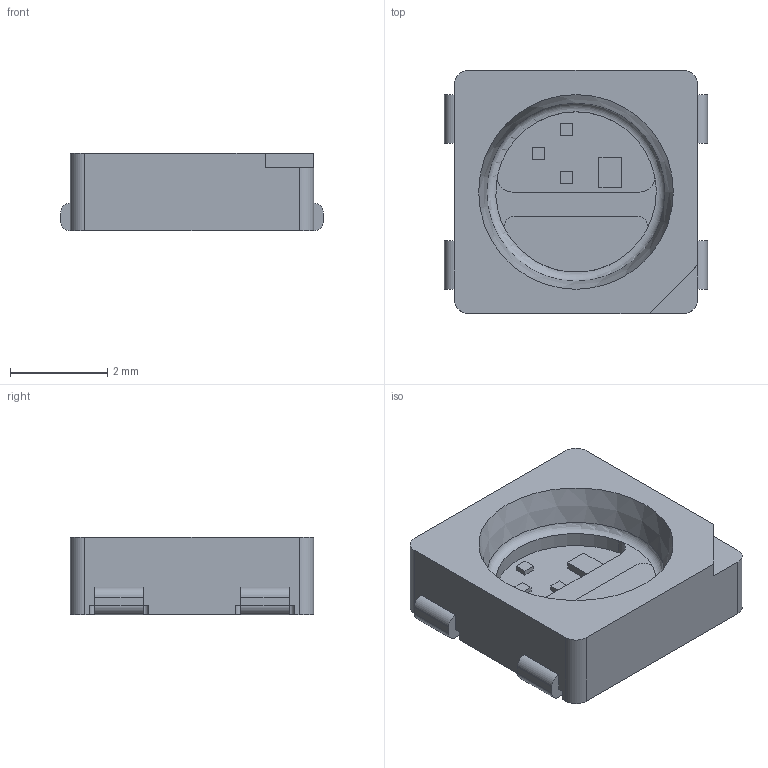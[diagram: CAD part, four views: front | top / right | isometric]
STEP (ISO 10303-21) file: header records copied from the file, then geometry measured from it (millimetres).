
FILE_DESCRIPTION(('FreeCAD Model'),'2;1');
FILE_NAME('LED_SK6812RGBW.step','2021-01-05T22:47:16',('Author'),(''), 'Open CASCADE STEP processor 7.3','FreeCAD','Unknown');
FILE_SCHEMA(('AUTOMOTIVE_DESIGN { 1 0 10303 214 1 1 1 1 }'));
Length unit declared in the file: millimetre
Products named in the file (12): Body; RGBSegment; PixelController; RPixel; GPixel; BPixel; Pads; Body006; Body007; Body008; Body009; WhiteSegment
Assembly tree (8 placements, depth 2):
  Body
  RGBSegment
    PixelController
    RPixel
    GPixel
    BPixel
  Pads
    Body006
    Body007
    Body008
    Body009
  WhiteSegment
Bounding box: 5.4 x 5 x 1.6 mm (x, y, z)
Volume: 27.9 mm3; surface area: 116.7 mm2
Topology: 10 solids, 10 shells, 123 faces, 301 edges, 199 vertices
Faces by surface type: plane 88, cylinder 33, cone 1, torus 1
Entity records: 3874 total; most frequent: DIRECTION 636, CARTESIAN_POINT 633, ORIENTED_EDGE 602, EDGE_CURVE 301, LINE 228, VECTOR 228, AXIS2_PLACEMENT_3D 204, VERTEX_POINT 199
